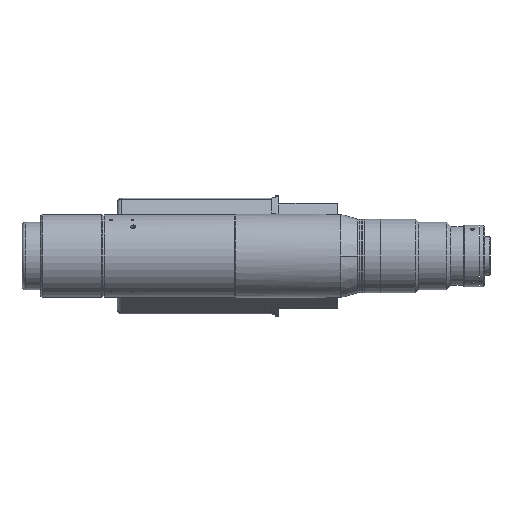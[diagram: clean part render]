
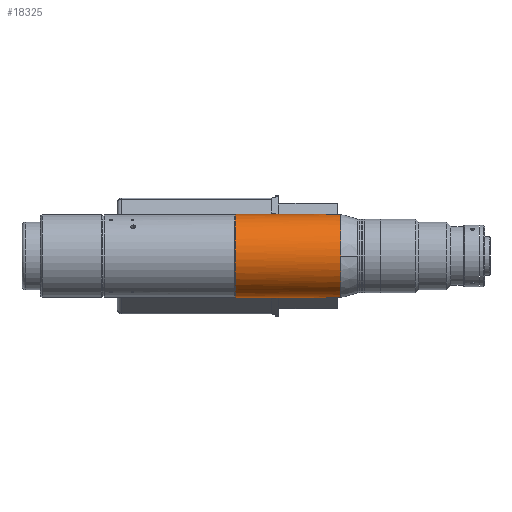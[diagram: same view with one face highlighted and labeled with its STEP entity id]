
A CAD part, front view. The second image highlights one B-rep face of the part: STEP entity #18325.
In plain terms, the highlighted cylindrical face has radius 27 mm (diameter 54 mm), a partial arc.
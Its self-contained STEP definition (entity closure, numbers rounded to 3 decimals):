
#464 = VERTEX_POINT ( 'NONE', #10824 ) ;
#962 = LINE ( 'NONE', #4475, #18665 ) ;
#964 = CIRCLE ( 'NONE', #15723, 27. ) ;
#1709 = CIRCLE ( 'NONE', #12921, 27. ) ;
#2143 = AXIS2_PLACEMENT_3D ( 'NONE', #13290, #13135, #12997 ) ;
#2666 = CARTESIAN_POINT ( 'NONE',  ( -111.809, 12.146, -24.114 ) ) ;
#2776 = CYLINDRICAL_SURFACE ( 'NONE', #12080, 27. ) ;
#3070 = ORIENTED_EDGE ( 'NONE', *, *, #9315, .F. ) ;
#3146 = VERTEX_POINT ( 'NONE', #21103 ) ;
#3430 = CARTESIAN_POINT ( 'NONE',  ( -110.884, -27., 0. ) ) ;
#3552 = EDGE_LOOP ( 'NONE', ( #7729, #3070, #16939, #16960, #21510, #11686, #16843, #16472, #19636 ) ) ;
#3755 = AXIS2_PLACEMENT_3D ( 'NONE', #10346, #9946, #9838 ) ;
#3857 = VECTOR ( 'NONE', #8789, 1000. ) ;
#4435 = DIRECTION ( 'NONE',  ( -1., 0., 0. ) ) ;
#4475 = CARTESIAN_POINT ( 'NONE',  ( 0., 10.295, 24.96 ) ) ;
#4760 = CARTESIAN_POINT ( 'NONE',  ( 0., 0., 0. ) ) ;
#5589 = DIRECTION ( 'NONE',  ( 0., 1., 0. ) ) ;
#5611 = DIRECTION ( 'NONE',  ( 1., 0., 0. ) ) ;
#5708 = CARTESIAN_POINT ( 'NONE',  ( -110.884, 0., 0. ) ) ;
#6171 = DIRECTION ( 'NONE',  ( 0., 1., 0. ) ) ;
#6183 = DIRECTION ( 'NONE',  ( -1., 0., 0. ) ) ;
#6213 = CARTESIAN_POINT ( 'NONE',  ( -111.809, 0., 0. ) ) ;
#6249 = CARTESIAN_POINT ( 'NONE',  ( -179.187, 10.295, 24.96 ) ) ;
#7048 = CARTESIAN_POINT ( 'NONE',  ( -111.809, 12.146, 24.114 ) ) ;
#7255 = CIRCLE ( 'NONE', #2143, 27. ) ;
#7309 = LINE ( 'NONE', #8838, #3857 ) ;
#7729 = ORIENTED_EDGE ( 'NONE', *, *, #14019, .F. ) ;
#8035 = DIRECTION ( 'NONE',  ( 0., 1., 0. ) ) ;
#8577 = CARTESIAN_POINT ( 'NONE',  ( -111.809, 10.295, 24.96 ) ) ;
#8789 = DIRECTION ( 'NONE',  ( -1., 0., 0. ) ) ;
#8838 = CARTESIAN_POINT ( 'NONE',  ( 0., 12.146, -24.114 ) ) ;
#8996 = FACE_OUTER_BOUND ( 'NONE', #3552, .T. ) ;
#9121 = VERTEX_POINT ( 'NONE', #8577 ) ;
#9315 = EDGE_CURVE ( 'NONE', #15286, #464, #1709, .T. ) ;
#9838 = DIRECTION ( 'NONE',  ( 0., 1., 0. ) ) ;
#9946 = DIRECTION ( 'NONE',  ( 1., 0., 0. ) ) ;
#9987 = EDGE_CURVE ( 'NONE', #3146, #15286, #13535, .T. ) ;
#10047 = CARTESIAN_POINT ( 'NONE',  ( -111.809, 10.295, -24.96 ) ) ;
#10330 = VECTOR ( 'NONE', #19213, 1000. ) ;
#10346 = CARTESIAN_POINT ( 'NONE',  ( -110.884, 0., 0. ) ) ;
#10431 = EDGE_CURVE ( 'NONE', #12304, #3146, #16358, .T. ) ;
#10824 = CARTESIAN_POINT ( 'NONE',  ( -110.884, 12.146, -24.114 ) ) ;
#10866 = LINE ( 'NONE', #16278, #14276 ) ;
#11448 = VERTEX_POINT ( 'NONE', #6249 ) ;
#11611 = EDGE_CURVE ( 'NONE', #9121, #11448, #962, .T. ) ;
#11686 = ORIENTED_EDGE ( 'NONE', *, *, #11611, .T. ) ;
#12080 = AXIS2_PLACEMENT_3D ( 'NONE', #4760, #16487, #8035 ) ;
#12162 = EDGE_CURVE ( 'NONE', #11448, #15933, #7255, .T. ) ;
#12304 = VERTEX_POINT ( 'NONE', #7048 ) ;
#12386 = AXIS2_PLACEMENT_3D ( 'NONE', #12901, #12853, #12832 ) ;
#12832 = DIRECTION ( 'NONE',  ( 0., -1., 0. ) ) ;
#12853 = DIRECTION ( 'NONE',  ( 1., 0., 0. ) ) ;
#12901 = CARTESIAN_POINT ( 'NONE',  ( -111.809, 0., 0. ) ) ;
#12921 = AXIS2_PLACEMENT_3D ( 'NONE', #5708, #5611, #5589 ) ;
#12997 = DIRECTION ( 'NONE',  ( 0., 1., 0. ) ) ;
#13135 = DIRECTION ( 'NONE',  ( 1., 0., 0. ) ) ;
#13211 = EDGE_CURVE ( 'NONE', #15933, #17454, #10866, .T. ) ;
#13290 = CARTESIAN_POINT ( 'NONE',  ( -179.187, 0., 0. ) ) ;
#13535 = CIRCLE ( 'NONE', #3755, 27. ) ;
#13709 = EDGE_CURVE ( 'NONE', #17454, #20175, #20540, .T. ) ;
#14019 = EDGE_CURVE ( 'NONE', #464, #20175, #7309, .T. ) ;
#14264 = EDGE_CURVE ( 'NONE', #9121, #12304, #964, .T. ) ;
#14276 = VECTOR ( 'NONE', #16229, 1000. ) ;
#15286 = VERTEX_POINT ( 'NONE', #3430 ) ;
#15723 = AXIS2_PLACEMENT_3D ( 'NONE', #6213, #6183, #6171 ) ;
#15933 = VERTEX_POINT ( 'NONE', #20927 ) ;
#16229 = DIRECTION ( 'NONE',  ( 1., 0., 0. ) ) ;
#16278 = CARTESIAN_POINT ( 'NONE',  ( 0., 10.295, -24.96 ) ) ;
#16358 = LINE ( 'NONE', #19839, #10330 ) ;
#16472 = ORIENTED_EDGE ( 'NONE', *, *, #13211, .T. ) ;
#16487 = DIRECTION ( 'NONE',  ( 1., 0., 0. ) ) ;
#16843 = ORIENTED_EDGE ( 'NONE', *, *, #12162, .T. ) ;
#16939 = ORIENTED_EDGE ( 'NONE', *, *, #9987, .F. ) ;
#16960 = ORIENTED_EDGE ( 'NONE', *, *, #10431, .F. ) ;
#17454 = VERTEX_POINT ( 'NONE', #10047 ) ;
#18325 = ADVANCED_FACE ( 'NONE', ( #8996 ), #2776, .T. ) ;
#18665 = VECTOR ( 'NONE', #4435, 1000. ) ;
#19213 = DIRECTION ( 'NONE',  ( 1., 0., 0. ) ) ;
#19636 = ORIENTED_EDGE ( 'NONE', *, *, #13709, .T. ) ;
#19839 = CARTESIAN_POINT ( 'NONE',  ( 0., 12.146, 24.114 ) ) ;
#20175 = VERTEX_POINT ( 'NONE', #2666 ) ;
#20540 = CIRCLE ( 'NONE', #12386, 27. ) ;
#20927 = CARTESIAN_POINT ( 'NONE',  ( -179.187, 10.295, -24.96 ) ) ;
#21103 = CARTESIAN_POINT ( 'NONE',  ( -110.884, 12.146, 24.114 ) ) ;
#21510 = ORIENTED_EDGE ( 'NONE', *, *, #14264, .F. ) ;
